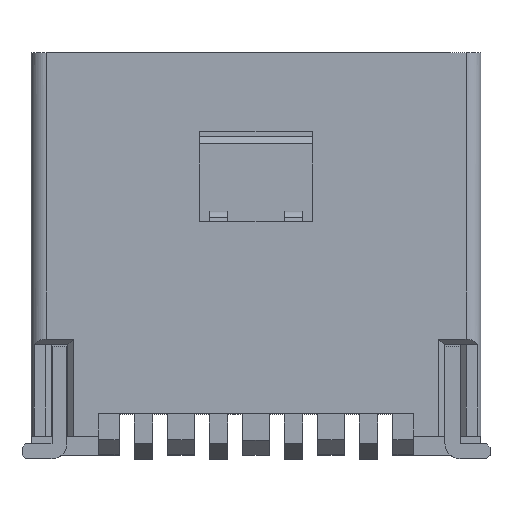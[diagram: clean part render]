
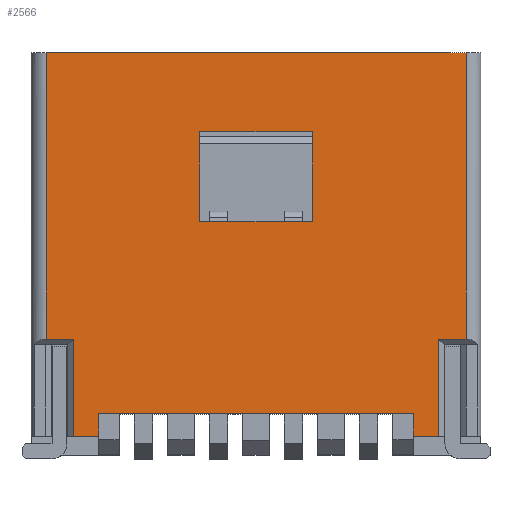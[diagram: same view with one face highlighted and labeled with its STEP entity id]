
A CAD part, top view. The second image highlights one B-rep face of the part: STEP entity #2566.
In plain terms, the highlighted planar face has unit normal (0, 0, 1).
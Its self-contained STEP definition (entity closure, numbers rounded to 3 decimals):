
#824 = VERTEX_POINT('',#825);
#825 = CARTESIAN_POINT('',(2.8,2.685,1.49));
#832 = EDGE_CURVE('',#833,#824,#835,.T.);
#833 = VERTEX_POINT('',#834);
#834 = CARTESIAN_POINT('',(-2.8,2.685,1.49));
#835 = LINE('',#836,#837);
#836 = CARTESIAN_POINT('',(-2.8,2.685,1.49));
#837 = VECTOR('',#838,1.);
#838 = DIRECTION('',(1.,0.,0.));
#979 = VERTEX_POINT('',#980);
#980 = CARTESIAN_POINT('',(-2.1,-2.125,1.49));
#986 = EDGE_CURVE('',#987,#979,#989,.T.);
#987 = VERTEX_POINT('',#988);
#988 = CARTESIAN_POINT('',(2.1,-2.125,1.49));
#989 = LINE('',#990,#991);
#990 = CARTESIAN_POINT('',(2.1,-2.125,1.49));
#991 = VECTOR('',#992,1.);
#992 = DIRECTION('',(-1.,0.,0.));
#1879 = VERTEX_POINT('',#1880);
#1880 = CARTESIAN_POINT('',(2.1,-2.425,1.49));
#1886 = EDGE_CURVE('',#1879,#1887,#1889,.T.);
#1887 = VERTEX_POINT('',#1888);
#1888 = CARTESIAN_POINT('',(2.435,-2.425,1.49));
#1889 = LINE('',#1890,#1891);
#1890 = CARTESIAN_POINT('',(2.1,-2.425,1.49));
#1891 = VECTOR('',#1892,1.);
#1892 = DIRECTION('',(1.,0.,0.));
#1967 = VERTEX_POINT('',#1968);
#1968 = CARTESIAN_POINT('',(-2.435,-2.425,1.49));
#1974 = EDGE_CURVE('',#1967,#1975,#1977,.T.);
#1975 = VERTEX_POINT('',#1976);
#1976 = CARTESIAN_POINT('',(-2.1,-2.425,1.49));
#1977 = LINE('',#1978,#1979);
#1978 = CARTESIAN_POINT('',(-2.435,-2.425,1.49));
#1979 = VECTOR('',#1980,1.);
#1980 = DIRECTION('',(1.,0.,0.));
#2547 = EDGE_CURVE('',#1887,#2548,#2550,.T.);
#2548 = VERTEX_POINT('',#2549);
#2549 = CARTESIAN_POINT('',(2.435,-1.13,1.49));
#2550 = LINE('',#2551,#2552);
#2551 = CARTESIAN_POINT('',(2.435,-2.425,1.49));
#2552 = VECTOR('',#2553,1.);
#2553 = DIRECTION('',(0.,1.,0.));
#2566 = ADVANCED_FACE('',(#2567,#2622),#2656,.T.);
#2567 = FACE_BOUND('',#2568,.F.);
#2568 = EDGE_LOOP('',(#2569,#2577,#2585,#2591,#2592,#2600,#2606,#2607,
    #2608,#2614,#2615,#2621));
#2569 = ORIENTED_EDGE('',*,*,#2570,.F.);
#2570 = EDGE_CURVE('',#2571,#1967,#2573,.T.);
#2571 = VERTEX_POINT('',#2572);
#2572 = CARTESIAN_POINT('',(-2.435,-1.13,1.49));
#2573 = LINE('',#2574,#2575);
#2574 = CARTESIAN_POINT('',(-2.435,-1.13,1.49));
#2575 = VECTOR('',#2576,1.);
#2576 = DIRECTION('',(0.,-1.,0.));
#2577 = ORIENTED_EDGE('',*,*,#2578,.T.);
#2578 = EDGE_CURVE('',#2571,#2579,#2581,.T.);
#2579 = VERTEX_POINT('',#2580);
#2580 = CARTESIAN_POINT('',(-2.8,-1.13,1.49));
#2581 = LINE('',#2582,#2583);
#2582 = CARTESIAN_POINT('',(-2.435,-1.13,1.49));
#2583 = VECTOR('',#2584,1.);
#2584 = DIRECTION('',(-1.,0.,0.));
#2585 = ORIENTED_EDGE('',*,*,#2586,.T.);
#2586 = EDGE_CURVE('',#2579,#833,#2587,.T.);
#2587 = LINE('',#2588,#2589);
#2588 = CARTESIAN_POINT('',(-2.8,-1.13,1.49));
#2589 = VECTOR('',#2590,1.);
#2590 = DIRECTION('',(0.,1.,0.));
#2591 = ORIENTED_EDGE('',*,*,#832,.T.);
#2592 = ORIENTED_EDGE('',*,*,#2593,.F.);
#2593 = EDGE_CURVE('',#2594,#824,#2596,.T.);
#2594 = VERTEX_POINT('',#2595);
#2595 = CARTESIAN_POINT('',(2.8,-1.13,1.49));
#2596 = LINE('',#2597,#2598);
#2597 = CARTESIAN_POINT('',(2.8,-1.13,1.49));
#2598 = VECTOR('',#2599,1.);
#2599 = DIRECTION('',(0.,1.,0.));
#2600 = ORIENTED_EDGE('',*,*,#2601,.T.);
#2601 = EDGE_CURVE('',#2594,#2548,#2602,.T.);
#2602 = LINE('',#2603,#2604);
#2603 = CARTESIAN_POINT('',(2.8,-1.13,1.49));
#2604 = VECTOR('',#2605,1.);
#2605 = DIRECTION('',(-1.,0.,0.));
#2606 = ORIENTED_EDGE('',*,*,#2547,.F.);
#2607 = ORIENTED_EDGE('',*,*,#1886,.F.);
#2608 = ORIENTED_EDGE('',*,*,#2609,.T.);
#2609 = EDGE_CURVE('',#1879,#987,#2610,.T.);
#2610 = LINE('',#2611,#2612);
#2611 = CARTESIAN_POINT('',(2.1,-2.425,1.49));
#2612 = VECTOR('',#2613,1.);
#2613 = DIRECTION('',(0.,1.,0.));
#2614 = ORIENTED_EDGE('',*,*,#986,.T.);
#2615 = ORIENTED_EDGE('',*,*,#2616,.F.);
#2616 = EDGE_CURVE('',#1975,#979,#2617,.T.);
#2617 = LINE('',#2618,#2619);
#2618 = CARTESIAN_POINT('',(-2.1,-2.425,1.49));
#2619 = VECTOR('',#2620,1.);
#2620 = DIRECTION('',(0.,1.,0.));
#2621 = ORIENTED_EDGE('',*,*,#1974,.F.);
#2622 = FACE_BOUND('',#2623,.F.);
#2623 = EDGE_LOOP('',(#2624,#2634,#2642,#2650));
#2624 = ORIENTED_EDGE('',*,*,#2625,.T.);
#2625 = EDGE_CURVE('',#2626,#2628,#2630,.T.);
#2626 = VERTEX_POINT('',#2627);
#2627 = CARTESIAN_POINT('',(0.75,0.435,1.49));
#2628 = VERTEX_POINT('',#2629);
#2629 = CARTESIAN_POINT('',(0.75,1.635,1.49));
#2630 = LINE('',#2631,#2632);
#2631 = CARTESIAN_POINT('',(0.75,0.435,1.49));
#2632 = VECTOR('',#2633,1.);
#2633 = DIRECTION('',(0.,1.,0.));
#2634 = ORIENTED_EDGE('',*,*,#2635,.T.);
#2635 = EDGE_CURVE('',#2628,#2636,#2638,.T.);
#2636 = VERTEX_POINT('',#2637);
#2637 = CARTESIAN_POINT('',(-0.75,1.635,1.49));
#2638 = LINE('',#2639,#2640);
#2639 = CARTESIAN_POINT('',(0.75,1.635,1.49));
#2640 = VECTOR('',#2641,1.);
#2641 = DIRECTION('',(-1.,0.,0.));
#2642 = ORIENTED_EDGE('',*,*,#2643,.T.);
#2643 = EDGE_CURVE('',#2636,#2644,#2646,.T.);
#2644 = VERTEX_POINT('',#2645);
#2645 = CARTESIAN_POINT('',(-0.75,0.435,1.49));
#2646 = LINE('',#2647,#2648);
#2647 = CARTESIAN_POINT('',(-0.75,1.635,1.49));
#2648 = VECTOR('',#2649,1.);
#2649 = DIRECTION('',(0.,-1.,0.));
#2650 = ORIENTED_EDGE('',*,*,#2651,.T.);
#2651 = EDGE_CURVE('',#2644,#2626,#2652,.T.);
#2652 = LINE('',#2653,#2654);
#2653 = CARTESIAN_POINT('',(-0.75,0.435,1.49));
#2654 = VECTOR('',#2655,1.);
#2655 = DIRECTION('',(1.,0.,0.));
#2656 = PLANE('',#2657);
#2657 = AXIS2_PLACEMENT_3D('',#2658,#2659,#2660);
#2658 = CARTESIAN_POINT('',(-2.8,-2.675,1.49));
#2659 = DIRECTION('',(0.,0.,1.));
#2660 = DIRECTION('',(1.,0.,0.));
